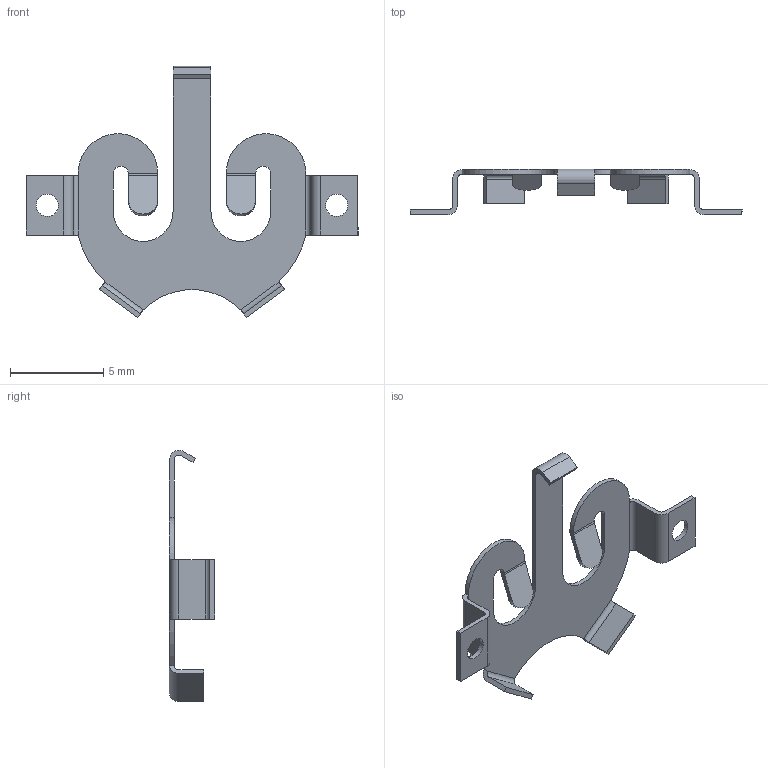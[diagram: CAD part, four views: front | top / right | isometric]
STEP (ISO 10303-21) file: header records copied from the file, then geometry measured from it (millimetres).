
FILE_DESCRIPTION (( 'STEP AP214' ), '1' );
FILE_NAME ('2894TR.STEP', '2021-01-21T18:36:54', ( '' ), ( '' ), 'SwSTEP 2.0', 'SolidWorks 2013', '' );
FILE_SCHEMA (( 'AUTOMOTIVE_DESIGN' ));
Length unit declared in the file: inch
Products named in the file (1): 2894TR
Bounding box: 17.78 x 2.42 x 13.45 mm (x, y, z)
Volume: 31.8 mm3; surface area: 281 mm2
Topology: 1 solids, 1 shells, 87 faces, 228 edges, 144 vertices
Faces by surface type: plane 54, cylinder 33
Full cylindrical faces by diameter (mm): 1.194 x2
Entity records: 3825 total; most frequent: DIRECTION 468, CARTESIAN_POINT 458, ORIENTED_EDGE 452, EDGE_CURVE 226, LINE 160, VECTOR 160, AXIS2_PLACEMENT_3D 154, VERTEX_POINT 144
